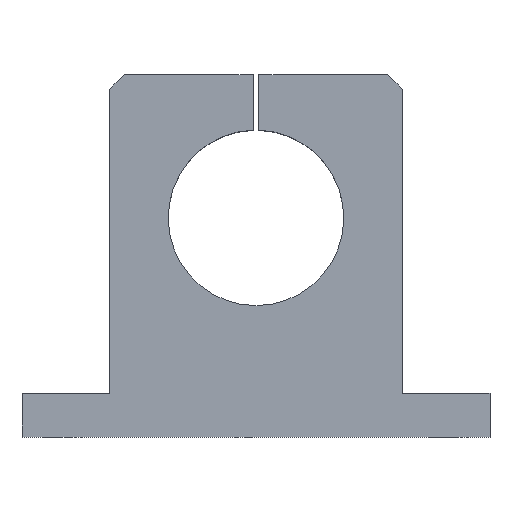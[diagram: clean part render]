
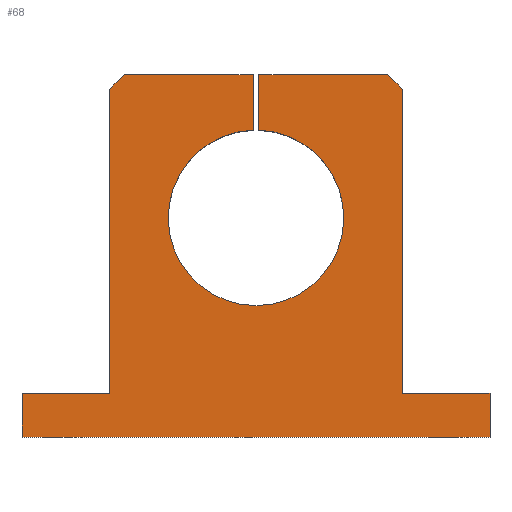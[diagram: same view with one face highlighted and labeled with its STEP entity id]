
A CAD part, top view. The second image highlights one B-rep face of the part: STEP entity #68.
In plain terms, the highlighted planar face has unit normal (0, 0, 1).
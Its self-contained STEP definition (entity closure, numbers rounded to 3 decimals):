
#68 = ADVANCED_FACE( '', ( #147 ), #148, .T. );
#147 = FACE_OUTER_BOUND( '', #233, .T. );
#148 = PLANE( '', #234 );
#233 = EDGE_LOOP( '', ( #371, #372, #373, #374, #375, #376, #377, #378, #379, #380, #381, #382, #383, #384 ) );
#234 = AXIS2_PLACEMENT_3D( '', #385, #386, #387 );
#371 = ORIENTED_EDGE( '', *, *, #521, .T. );
#372 = ORIENTED_EDGE( '', *, *, #518, .T. );
#373 = ORIENTED_EDGE( '', *, *, #496, .T. );
#374 = ORIENTED_EDGE( '', *, *, #522, .T. );
#375 = ORIENTED_EDGE( '', *, *, #523, .T. );
#376 = ORIENTED_EDGE( '', *, *, #508, .T. );
#377 = ORIENTED_EDGE( '', *, *, #524, .T. );
#378 = ORIENTED_EDGE( '', *, *, #525, .T. );
#379 = ORIENTED_EDGE( '', *, *, #502, .F. );
#380 = ORIENTED_EDGE( '', *, *, #526, .T. );
#381 = ORIENTED_EDGE( '', *, *, #527, .T. );
#382 = ORIENTED_EDGE( '', *, *, #492, .T. );
#383 = ORIENTED_EDGE( '', *, *, #485, .T. );
#384 = ORIENTED_EDGE( '', *, *, #512, .T. );
#385 = CARTESIAN_POINT( '', ( 0., 75., 48. ) );
#386 = DIRECTION( '', ( 0., 0., 1. ) );
#387 = DIRECTION( '', ( 1., 0., 0. ) );
#485 = EDGE_CURVE( '', #576, #574, #577, .T. );
#492 = EDGE_CURVE( '', #587, #576, #588, .T. );
#496 = EDGE_CURVE( '', #593, #591, #594, .T. );
#502 = EDGE_CURVE( '', #600, #602, #603, .T. );
#508 = EDGE_CURVE( '', #612, #610, #613, .T. );
#512 = EDGE_CURVE( '', #574, #616, #618, .T. );
#518 = EDGE_CURVE( '', #627, #593, #628, .T. );
#521 = EDGE_CURVE( '', #616, #627, #631, .T. );
#522 = EDGE_CURVE( '', #591, #632, #633, .T. );
#523 = EDGE_CURVE( '', #632, #612, #634, .T. );
#524 = EDGE_CURVE( '', #610, #635, #636, .T. );
#525 = EDGE_CURVE( '', #635, #602, #637, .T. );
#526 = EDGE_CURVE( '', #600, #638, #639, .T. );
#527 = EDGE_CURVE( '', #638, #587, #640, .T. );
#574 = VERTEX_POINT( '', #702 );
#576 = VERTEX_POINT( '', #705 );
#577 = LINE( '', #706, #707 );
#587 = VERTEX_POINT( '', #718 );
#588 = LINE( '', #719, #720 );
#591 = VERTEX_POINT( '', #724 );
#593 = VERTEX_POINT( '', #727 );
#594 = LINE( '', #728, #729 );
#600 = VERTEX_POINT( '', #736 );
#602 = VERTEX_POINT( '', #739 );
#603 = CIRCLE( '', #740, 30. );
#610 = VERTEX_POINT( '', #749 );
#612 = VERTEX_POINT( '', #752 );
#613 = LINE( '', #753, #754 );
#616 = VERTEX_POINT( '', #758 );
#618 = LINE( '', #761, #762 );
#627 = VERTEX_POINT( '', #771 );
#628 = LINE( '', #772, #773 );
#631 = LINE( '', #777, #778 );
#632 = VERTEX_POINT( '', #779 );
#633 = LINE( '', #780, #781 );
#634 = LINE( '', #782, #783 );
#635 = VERTEX_POINT( '', #784 );
#636 = LINE( '', #785, #786 );
#637 = LINE( '', #787, #788 );
#638 = VERTEX_POINT( '', #789 );
#639 = LINE( '', #790, #791 );
#640 = LINE( '', #792, #793 );
#702 = CARTESIAN_POINT( '', ( -50., 15., 48. ) );
#705 = CARTESIAN_POINT( '', ( -50., 119., 48. ) );
#706 = CARTESIAN_POINT( '', ( -50., 119., 48. ) );
#707 = VECTOR( '', #832, 1000. );
#718 = CARTESIAN_POINT( '', ( -45., 124., 48. ) );
#719 = CARTESIAN_POINT( '', ( -45., 124., 48. ) );
#720 = VECTOR( '', #843, 1000. );
#724 = CARTESIAN_POINT( '', ( 80., 15., 48. ) );
#727 = CARTESIAN_POINT( '', ( 80., 0., 48. ) );
#728 = CARTESIAN_POINT( '', ( 80., 0., 48. ) );
#729 = VECTOR( '', #846, 1000. );
#736 = CARTESIAN_POINT( '', ( -1., 104.983, 48. ) );
#739 = CARTESIAN_POINT( '', ( 1., 104.983, 48. ) );
#740 = AXIS2_PLACEMENT_3D( '', #852, #853, #854 );
#749 = CARTESIAN_POINT( '', ( 45., 124., 48. ) );
#752 = CARTESIAN_POINT( '', ( 50., 119., 48. ) );
#753 = CARTESIAN_POINT( '', ( 50., 119., 48. ) );
#754 = VECTOR( '', #861, 1000. );
#758 = CARTESIAN_POINT( '', ( -80., 15., 48. ) );
#761 = CARTESIAN_POINT( '', ( -50., 15., 48. ) );
#762 = VECTOR( '', #864, 1000. );
#771 = CARTESIAN_POINT( '', ( -80., 0., 48. ) );
#772 = CARTESIAN_POINT( '', ( -80., 0., 48. ) );
#773 = VECTOR( '', #874, 1000. );
#777 = CARTESIAN_POINT( '', ( -80., 15., 48. ) );
#778 = VECTOR( '', #876, 1000. );
#779 = CARTESIAN_POINT( '', ( 50., 15., 48. ) );
#780 = CARTESIAN_POINT( '', ( 80., 15., 48. ) );
#781 = VECTOR( '', #877, 1000. );
#782 = CARTESIAN_POINT( '', ( 50., 15., 48. ) );
#783 = VECTOR( '', #878, 1000. );
#784 = CARTESIAN_POINT( '', ( 1., 124., 48. ) );
#785 = CARTESIAN_POINT( '', ( 45., 124., 48. ) );
#786 = VECTOR( '', #879, 1000. );
#787 = CARTESIAN_POINT( '', ( 1., 124., 48. ) );
#788 = VECTOR( '', #880, 1000. );
#789 = CARTESIAN_POINT( '', ( -1., 124., 48. ) );
#790 = CARTESIAN_POINT( '', ( -1., 104.983, 48. ) );
#791 = VECTOR( '', #881, 1000. );
#792 = CARTESIAN_POINT( '', ( -1., 124., 48. ) );
#793 = VECTOR( '', #882, 1000. );
#832 = DIRECTION( '', ( 0., -1., 0. ) );
#843 = DIRECTION( '', ( -0.707, -0.707, 0. ) );
#846 = DIRECTION( '', ( 0., 1., 0. ) );
#852 = CARTESIAN_POINT( '', ( 0., 75., 48. ) );
#853 = DIRECTION( '', ( 0., 0., 1. ) );
#854 = DIRECTION( '', ( 1., 0., 0. ) );
#861 = DIRECTION( '', ( -0.707, 0.707, 0. ) );
#864 = DIRECTION( '', ( -1., 0., 0. ) );
#874 = DIRECTION( '', ( 1., 0., 0. ) );
#876 = DIRECTION( '', ( 0., -1., 0. ) );
#877 = DIRECTION( '', ( -1., 0., 0. ) );
#878 = DIRECTION( '', ( 0., 1., 0. ) );
#879 = DIRECTION( '', ( -1., 0., 0. ) );
#880 = DIRECTION( '', ( 0., -1., 0. ) );
#881 = DIRECTION( '', ( 0., 1., 0. ) );
#882 = DIRECTION( '', ( -1., 0., 0. ) );
